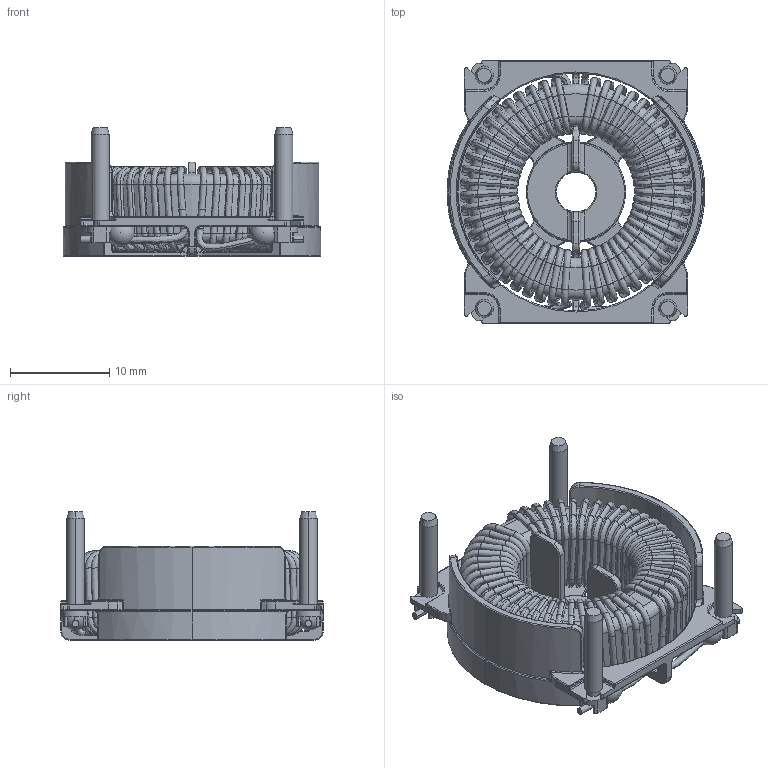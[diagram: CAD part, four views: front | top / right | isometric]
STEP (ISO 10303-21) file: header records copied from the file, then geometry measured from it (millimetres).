
FILE_DESCRIPTION (( 'STEP AP214' ), '1' );
FILE_NAME ('47717.STEP', '2019-10-03T17:42:17', ( 'admin' ), ( 'Microsoft' ), 'SwSTEP 2.0', 'SolidWorks 2017', '' );
FILE_SCHEMA (( 'AUTOMOTIVE_DESIGN' ));
Length unit declared in the file: millimetre
Products named in the file (5): 47716; Copy of WAYMO POWWERSTRIP IV INDUCTOR GLUE DOT^47717; 45677; 45675; 47717
Assembly tree (10 placements, depth 2):
  47717
    45675
    45677
    Copy of WAYMO POWWERSTRIP IV INDUCTOR GLUE DOT^47717  x4
    47716  x4
Bounding box: 26 x 26.5 x 13 mm (x, y, z)
Volume: 2857 mm3; surface area: 6106.9 mm2
Topology: 12 solids, 12 shells, 1599 faces, 3567 edges, 1952 vertices
Faces by surface type: bspline 959, cylinder 274, plane 171, torus 155, sphere 32, cone 8
Entity records: 104904 total; most frequent: CARTESIAN_POINT 66384, ORIENTED_EDGE 6616, DIRECTION 4926, EDGE_CURVE 3308, AXIS2_PLACEMENT_3D 2148, VERTEX_POINT 1807, CIRCLE 1579, EDGE_LOOP 1535
